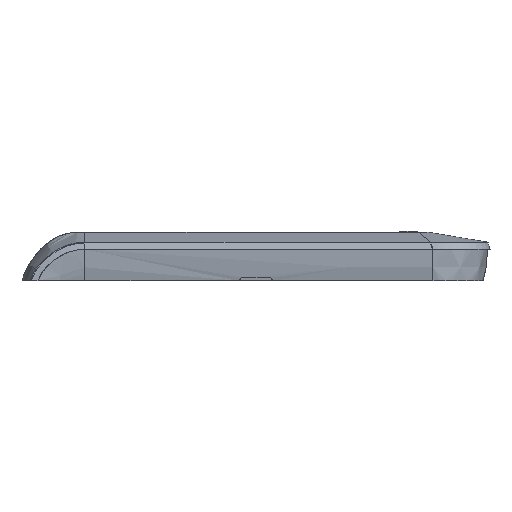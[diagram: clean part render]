
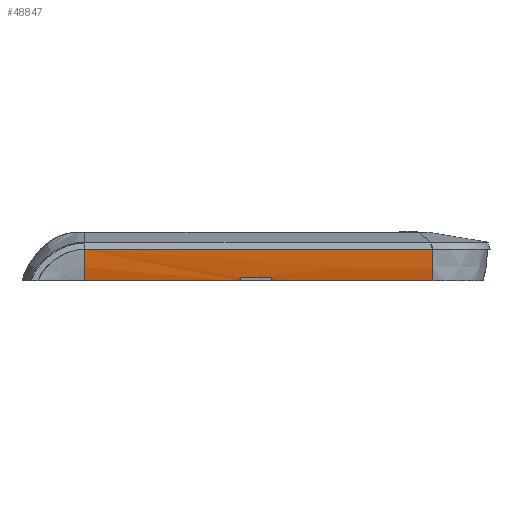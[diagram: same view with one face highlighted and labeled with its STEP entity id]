
A CAD part, left-side view. The second image highlights one B-rep face of the part: STEP entity #48847.
In plain terms, the highlighted free-form (B-spline) face has degree [5, 2] with [9, 3] control points.
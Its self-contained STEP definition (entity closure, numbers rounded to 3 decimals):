
#46101=CARTESIAN_POINT('Vertex',(-39.8,-31.,0.)) ;
#46105=CARTESIAN_POINT('Control Point',(-39.8,-31.,0.)) ;
#46106=CARTESIAN_POINT('Control Point',(-39.8,-28.614,0.)) ;
#46107=CARTESIAN_POINT('Control Point',(-39.8,-26.221,0.)) ;
#46108=CARTESIAN_POINT('Control Point',(-39.8,-23.799,0.)) ;
#46109=CARTESIAN_POINT('Control Point',(-39.8,-20.113,0.)) ;
#46110=CARTESIAN_POINT('Control Point',(-39.8,-16.425,0.)) ;
#46111=CARTESIAN_POINT('Control Point',(-39.8,-15.471,0.)) ;
#46112=CARTESIAN_POINT('Control Point',(-39.8,-12.293,0.)) ;
#46113=CARTESIAN_POINT('Control Point',(-39.8,-9.112,0.)) ;
#46114=CARTESIAN_POINT('Control Point',(-39.8,-7.213,0.)) ;
#46115=CARTESIAN_POINT('Control Point',(-39.8,-5.313,0.)) ;
#46116=CARTESIAN_POINT('Control Point',(-39.8,-3.414,0.)) ;
#46117=CARTESIAN_POINT('Vertex',(-39.8,-3.414,0.)) ;
#46138=CARTESIAN_POINT('Vertex',(-39.8,3.414,0.)) ;
#46142=CARTESIAN_POINT('Control Point',(-39.8,3.414,0.)) ;
#46143=CARTESIAN_POINT('Control Point',(-39.8,8.716,0.)) ;
#46144=CARTESIAN_POINT('Control Point',(-39.8,14.018,0.)) ;
#46145=CARTESIAN_POINT('Control Point',(-39.8,19.328,0.)) ;
#46146=CARTESIAN_POINT('Control Point',(-39.8,24.664,0.)) ;
#46147=CARTESIAN_POINT('Control Point',(-39.8,30.,0.)) ;
#46148=CARTESIAN_POINT('Vertex',(-39.8,30.,0.)) ;
#46349=CARTESIAN_POINT('Control Point',(-39.8,3.414,0.)) ;
#46350=CARTESIAN_POINT('Control Point',(-39.8,3.206,0.)) ;
#46351=CARTESIAN_POINT('Control Point',(-39.82,3.001,0.06)) ;
#46352=CARTESIAN_POINT('Control Point',(-39.852,2.837,0.163)) ;
#46353=CARTESIAN_POINT('Control Point',(-39.889,2.707,0.293)) ;
#46354=CARTESIAN_POINT('Vertex',(-39.889,2.707,0.293)) ;
#46384=CARTESIAN_POINT('Control Point',(-39.8,-3.414,0.)) ;
#46385=CARTESIAN_POINT('Control Point',(-39.8,-3.211,0.)) ;
#46386=CARTESIAN_POINT('Control Point',(-39.819,-3.005,0.057)) ;
#46387=CARTESIAN_POINT('Control Point',(-39.852,-2.838,0.162)) ;
#46388=CARTESIAN_POINT('Control Point',(-39.889,-2.707,0.293)) ;
#46389=CARTESIAN_POINT('Vertex',(-39.889,-2.707,0.293)) ;
#48723=CARTESIAN_POINT('Control Point',(-40.6,-31.,5.502)) ;
#48724=CARTESIAN_POINT('Control Point',(-40.524,-31.,4.056)) ;
#48725=CARTESIAN_POINT('Control Point',(-40.406,-31.,2.782)) ;
#48726=CARTESIAN_POINT('Control Point',(-40.246,-31.,1.682)) ;
#48727=CARTESIAN_POINT('Control Point',(-40.044,-31.,0.754)) ;
#48728=CARTESIAN_POINT('Control Point',(-39.8,-31.,0.)) ;
#48729=CARTESIAN_POINT('Vertex',(-40.6,-31.,5.502)) ;
#48765=CARTESIAN_POINT('Control Point',(-40.6,30.,5.502)) ;
#48766=CARTESIAN_POINT('Control Point',(-40.41,30.,1.886)) ;
#48767=CARTESIAN_POINT('Control Point',(-39.8,30.,0.)) ;
#48768=CARTESIAN_POINT('Control Point',(-40.6,20.864,5.502)) ;
#48769=CARTESIAN_POINT('Control Point',(-40.41,20.739,1.886)) ;
#48770=CARTESIAN_POINT('Control Point',(-39.8,20.663,0.)) ;
#48771=CARTESIAN_POINT('Control Point',(-40.6,11.727,5.502)) ;
#48772=CARTESIAN_POINT('Control Point',(-40.41,11.477,1.885)) ;
#48773=CARTESIAN_POINT('Control Point',(-39.8,11.325,0.)) ;
#48774=CARTESIAN_POINT('Control Point',(-40.6,2.492,5.502)) ;
#48775=CARTESIAN_POINT('Control Point',(-40.41,2.24,1.885)) ;
#48776=CARTESIAN_POINT('Control Point',(-39.8,2.083,0.)) ;
#48777=CARTESIAN_POINT('Control Point',(-40.6,-9.696,5.502)) ;
#48778=CARTESIAN_POINT('Control Point',(-40.41,-9.97,1.884)) ;
#48779=CARTESIAN_POINT('Control Point',(-39.8,-10.148,0.)) ;
#48780=CARTESIAN_POINT('Control Point',(-40.6,-21.991,5.502)) ;
#48781=CARTESIAN_POINT('Control Point',(-40.41,-22.148,1.884)) ;
#48782=CARTESIAN_POINT('Control Point',(-39.8,-22.266,0.)) ;
#48783=CARTESIAN_POINT('Control Point',(-40.6,-24.996,5.502)) ;
#48784=CARTESIAN_POINT('Control Point',(-40.417,-25.089,1.883)) ;
#48785=CARTESIAN_POINT('Control Point',(-39.8,-25.211,0.)) ;
#48786=CARTESIAN_POINT('Control Point',(-40.6,-27.988,5.502)) ;
#48787=CARTESIAN_POINT('Control Point',(-40.411,-28.032,1.886)) ;
#48788=CARTESIAN_POINT('Control Point',(-39.8,-28.116,0.)) ;
#48789=CARTESIAN_POINT('Control Point',(-40.6,-31.,5.502)) ;
#48790=CARTESIAN_POINT('Control Point',(-40.41,-31.,1.886)) ;
#48791=CARTESIAN_POINT('Control Point',(-39.8,-31.,0.)) ;
#48793=CARTESIAN_POINT('Control Point',(-40.6,30.,5.502)) ;
#48794=CARTESIAN_POINT('Control Point',(-40.6,20.864,5.502)) ;
#48795=CARTESIAN_POINT('Control Point',(-40.6,11.727,5.502)) ;
#48796=CARTESIAN_POINT('Control Point',(-40.6,2.492,5.502)) ;
#48797=CARTESIAN_POINT('Control Point',(-40.6,-9.696,5.502)) ;
#48798=CARTESIAN_POINT('Control Point',(-40.6,-21.991,5.502)) ;
#48799=CARTESIAN_POINT('Control Point',(-40.6,-24.996,5.502)) ;
#48800=CARTESIAN_POINT('Control Point',(-40.6,-27.988,5.502)) ;
#48801=CARTESIAN_POINT('Control Point',(-40.6,-31.,5.502)) ;
#48802=CARTESIAN_POINT('Vertex',(-40.6,30.,5.502)) ;
#48806=CARTESIAN_POINT('Control Point',(-40.6,30.,5.502)) ;
#48807=CARTESIAN_POINT('Control Point',(-40.524,30.,4.056)) ;
#48808=CARTESIAN_POINT('Control Point',(-40.406,30.,2.782)) ;
#48809=CARTESIAN_POINT('Control Point',(-40.246,30.,1.682)) ;
#48810=CARTESIAN_POINT('Control Point',(-40.044,30.,0.754)) ;
#48811=CARTESIAN_POINT('Control Point',(-39.8,30.,0.)) ;
#48814=CARTESIAN_POINT('Control Point',(-39.889,2.707,0.293)) ;
#48815=CARTESIAN_POINT('Control Point',(-39.909,2.639,0.361)) ;
#48816=CARTESIAN_POINT('Control Point',(-39.928,2.57,0.43)) ;
#48817=CARTESIAN_POINT('Control Point',(-39.946,2.5,0.5)) ;
#48818=CARTESIAN_POINT('Vertex',(-39.946,2.5,0.5)) ;
#48822=CARTESIAN_POINT('Control Point',(-39.947,-2.5,0.5)) ;
#48823=CARTESIAN_POINT('Control Point',(-39.946,-0.834,0.5)) ;
#48824=CARTESIAN_POINT('Control Point',(-39.946,0.833,0.5)) ;
#48825=CARTESIAN_POINT('Control Point',(-39.946,2.5,0.5)) ;
#48826=CARTESIAN_POINT('Vertex',(-39.947,-2.5,0.5)) ;
#48830=CARTESIAN_POINT('Control Point',(-39.889,-2.707,0.293)) ;
#48831=CARTESIAN_POINT('Control Point',(-39.909,-2.639,0.361)) ;
#48832=CARTESIAN_POINT('Control Point',(-39.928,-2.57,0.43)) ;
#48833=CARTESIAN_POINT('Control Point',(-39.947,-2.5,0.5)) ;
#48836=ORIENTED_EDGE('',*,*,#46391,.F.) ;
#48837=ORIENTED_EDGE('',*,*,#46119,.F.) ;
#48838=ORIENTED_EDGE('',*,*,#48731,.F.) ;
#48839=ORIENTED_EDGE('',*,*,#48804,.T.) ;
#48840=ORIENTED_EDGE('',*,*,#48812,.T.) ;
#48841=ORIENTED_EDGE('',*,*,#46150,.F.) ;
#48842=ORIENTED_EDGE('',*,*,#46356,.F.) ;
#48843=ORIENTED_EDGE('',*,*,#48820,.T.) ;
#48844=ORIENTED_EDGE('',*,*,#48828,.F.) ;
#48845=ORIENTED_EDGE('',*,*,#48834,.F.) ;
#48847=ADVANCED_FACE('Sous-plaque PC',(#48846),#48764,.F.) ;
#46104=B_SPLINE_CURVE_WITH_KNOTS('',5,(#46105,#46106,#46107,#46108,#46109,#46110,#46111,#46112,#46113,#46114,#46115,#46116),.UNSPECIFIED.,.F.,.U.,(6,3,3,6),(0.,17.08,26.143,39.587),.UNSPECIFIED.) ;
#46141=B_SPLINE_CURVE_WITH_KNOTS('',5,(#46142,#46143,#46144,#46145,#46146,#46147),.UNSPECIFIED.,.F.,.U.,(6,6),(49.258,86.803),.UNSPECIFIED.) ;
#46348=B_SPLINE_CURVE_WITH_KNOTS('',4,(#46349,#46350,#46351,#46352,#46353),.UNSPECIFIED.,.F.,.U.,(5,5),(0.,1.176),.UNSPECIFIED.) ;
#46383=B_SPLINE_CURVE_WITH_KNOTS('',4,(#46384,#46385,#46386,#46387,#46388),.UNSPECIFIED.,.F.,.U.,(5,5),(0.,1.15),.UNSPECIFIED.) ;
#48722=B_SPLINE_CURVE_WITH_KNOTS('',5,(#48723,#48724,#48725,#48726,#48727,#48728),.UNSPECIFIED.,.F.,.U.,(6,6),(0.,5.565),.UNSPECIFIED.) ;
#48792=B_SPLINE_CURVE_WITH_KNOTS('',5,(#48793,#48794,#48795,#48796,#48797,#48798,#48799,#48800,#48801),.UNSPECIFIED.,.F.,.U.,(6,3,6),(0.,46.226,61.001),.UNSPECIFIED.) ;
#48805=B_SPLINE_CURVE_WITH_KNOTS('',5,(#48806,#48807,#48808,#48809,#48810,#48811),.UNSPECIFIED.,.F.,.U.,(6,6),(0.,5.565),.UNSPECIFIED.) ;
#48813=B_SPLINE_CURVE_WITH_KNOTS('',3,(#48814,#48815,#48816,#48817),.UNSPECIFIED.,.F.,.U.,(4,4),(0.673,1.139),.UNSPECIFIED.) ;
#48821=B_SPLINE_CURVE_WITH_KNOTS('',3,(#48822,#48823,#48824,#48825),.UNSPECIFIED.,.F.,.U.,(4,4),(0.,7.067),.UNSPECIFIED.) ;
#48829=B_SPLINE_CURVE_WITH_KNOTS('',3,(#48830,#48831,#48832,#48833),.UNSPECIFIED.,.F.,.U.,(4,4),(0.653,1.104),.UNSPECIFIED.) ;
#48764=B_SPLINE_SURFACE_WITH_KNOTS('',5,2,((#48765,#48766,#48767),(#48768,#48769,#48770),(#48771,#48772,#48773),(#48774,#48775,#48776),(#48777,#48778,#48779),(#48780,#48781,#48782),(#48783,#48784,#48785),(#48786,#48787,#48788),(#48789,#48790,#48791)),.UNSPECIFIED.,.F.,.F.,.U.,(6,3,6),(3,3),(0.,46.226,61.001),(0.,5.565),.UNSPECIFIED.) ;
#46119=EDGE_CURVE('',#46102,#46118,#46104,.T.) ;
#46150=EDGE_CURVE('',#46139,#46149,#46141,.T.) ;
#46356=EDGE_CURVE('',#46355,#46139,#46348,.F.) ;
#46391=EDGE_CURVE('',#46118,#46390,#46383,.T.) ;
#48731=EDGE_CURVE('',#48730,#46102,#48722,.T.) ;
#48804=EDGE_CURVE('',#48730,#48803,#48792,.F.) ;
#48812=EDGE_CURVE('',#48803,#46149,#48805,.T.) ;
#48820=EDGE_CURVE('',#46355,#48819,#48813,.T.) ;
#48828=EDGE_CURVE('',#48827,#48819,#48821,.T.) ;
#48834=EDGE_CURVE('',#46390,#48827,#48829,.T.) ;
#48835=EDGE_LOOP('',(#48836,#48837,#48838,#48839,#48840,#48841,#48842,#48843,#48844,#48845)) ;
#48846=FACE_OUTER_BOUND('',#48835,.T.) ;
#46102=VERTEX_POINT('',#46101) ;
#46118=VERTEX_POINT('',#46117) ;
#46139=VERTEX_POINT('',#46138) ;
#46149=VERTEX_POINT('',#46148) ;
#46355=VERTEX_POINT('',#46354) ;
#46390=VERTEX_POINT('',#46389) ;
#48730=VERTEX_POINT('',#48729) ;
#48803=VERTEX_POINT('',#48802) ;
#48819=VERTEX_POINT('',#48818) ;
#48827=VERTEX_POINT('',#48826) ;
